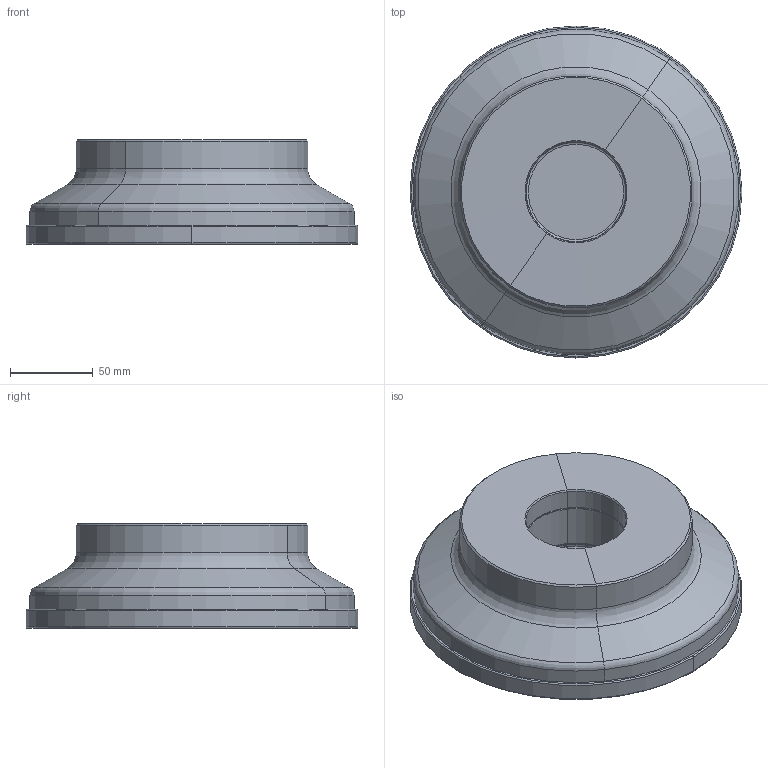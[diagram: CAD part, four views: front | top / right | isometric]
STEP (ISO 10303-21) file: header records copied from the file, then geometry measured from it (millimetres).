
FILE_DESCRIPTION((''),'2;1');
FILE_NAME('607041219-000-00-E43','2020-01-24T14:34:16',('bernerhp'),(''),'CREO PARAMETRIC BY PTC INC, 2019030','CREO PARAMETRIC BY PTC INC, 2019030','');
FILE_SCHEMA(('AP242_MANAGED_MODEL_BASED_3D_ENGINEERING_MIM_LF { 1 0 10303 442 1 1 4 }'));
Length unit declared in the file: millimetre
Products named in the file (1): 607041219-000-00-E43
Bounding box: 200 x 200 x 63 mm (x, y, z)
Volume: 1210656.1 mm3; surface area: 97366.2 mm2
Topology: 1 solids, 1 shells, 53 faces, 189 edges, 148 vertices
Faces by surface type: torus 20, cone 14, cylinder 14, plane 5
Entity records: 2831 total; most frequent: DIRECTION 409, CARTESIAN_POINT 306, ORIENTED_EDGE 208, PRESENTATION_STYLE_ASSIGNMENT 205, STYLED_ITEM 193, CURVE_STYLE 192, AXIS2_PLACEMENT_3D 163, CIRCLE 106
